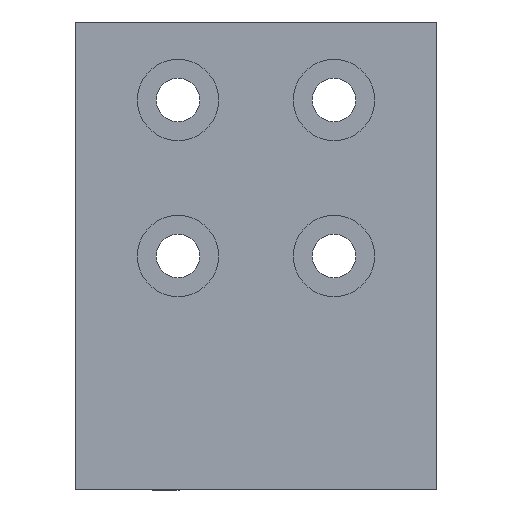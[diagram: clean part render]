
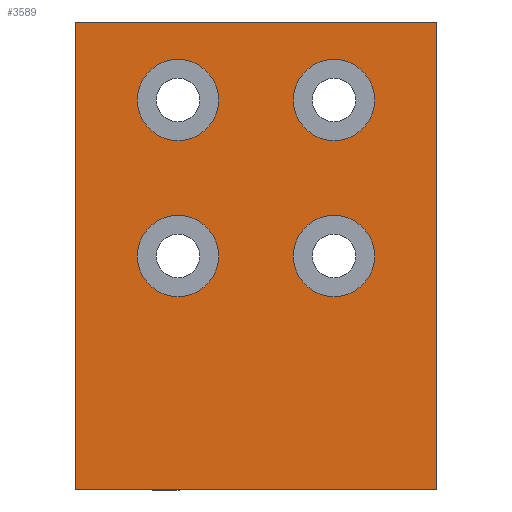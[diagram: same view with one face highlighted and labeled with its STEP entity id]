
A CAD part, front view. The second image highlights one B-rep face of the part: STEP entity #3589.
In plain terms, the highlighted planar face has unit normal (0, -1, 0).
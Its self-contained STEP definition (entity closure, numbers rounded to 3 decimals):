
#2897=VERTEX_POINT('',#8119);
#2911=VERTEX_POINT('',#8133);
#3111=VERTEX_POINT('',#8355);
#3431=EDGE_CURVE('',#2911,#4733,#8708,.T.);
#3477=EDGE_CURVE('',#6599,#3703,#8759,.T.);
#3589=ADVANCED_FACE('',(#8890,#8891,#8892,#8893,#8894),#8895,.T.);
#3703=VERTEX_POINT('',#9024);
#3853=VERTEX_POINT('',#9192);
#3971=VERTEX_POINT('',#9326);
#4733=VERTEX_POINT('',#10183);
#5151=EDGE_CURVE('',#2897,#3853,#10652,.T.);
#5281=VERTEX_POINT('',#10795);
#5503=EDGE_CURVE('',#6687,#3111,#11044,.T.);
#5869=EDGE_CURVE('',#3703,#6599,#11449,.T.);
#5911=VERTEX_POINT('',#11493);
#6137=EDGE_CURVE('',#2897,#5911,#11741,.T.);
#6167=EDGE_CURVE('',#3853,#5281,#11780,.T.);
#6389=EDGE_CURVE('',#3971,#7669,#12028,.T.);
#6599=VERTEX_POINT('',#12270);
#6687=VERTEX_POINT('',#12369);
#6767=EDGE_CURVE('',#5281,#5911,#12460,.T.);
#7067=EDGE_CURVE('',#3111,#6687,#12792,.T.);
#7239=EDGE_CURVE('',#7669,#3971,#12985,.T.);
#7311=EDGE_CURVE('',#4733,#2911,#13066,.T.);
#7669=VERTEX_POINT('',#13463);
#8119=CARTESIAN_POINT('',(83.0,-55.0,0.0));
#8133=CARTESIAN_POINT('',(13.0,-55.0,75.0));
#8355=CARTESIAN_POINT('',(63.0,-55.0,125.0));
#8708=CIRCLE('',#14787,13.0);
#8759=CIRCLE('',#14852,13.0);
#8890=FACE_BOUND('',#15013,.T.);
#8891=FACE_BOUND('',#15014,.T.);
#8892=FACE_BOUND('',#15015,.T.);
#8893=FACE_BOUND('',#15016,.T.);
#8894=FACE_OUTER_BOUND('',#15017,.T.);
#8895=PLANE('',#15018);
#9024=CARTESIAN_POINT('',(63.0,-55.0,75.0));
#9192=CARTESIAN_POINT('',(83.0,-55.0,150.0));
#9326=CARTESIAN_POINT('',(13.0,-55.0,125.0));
#10183=CARTESIAN_POINT('',(-13.0,-55.0,75.0));
#10652=LINE('',#17263,#17264);
#10795=CARTESIAN_POINT('',(-33.0,-55.0,150.0));
#11044=CIRCLE('',#17775,13.0);
#11449=CIRCLE('',#18298,13.0);
#11493=CARTESIAN_POINT('',(-33.0,-55.0,0.0));
#11741=LINE('',#18680,#18681);
#11780=LINE('',#18725,#18726);
#12028=CIRCLE('',#19048,13.0);
#12270=CARTESIAN_POINT('',(37.0,-55.0,75.0));
#12369=CARTESIAN_POINT('',(37.0,-55.0,125.0));
#12460=LINE('',#19608,#19609);
#12792=CIRCLE('',#20037,13.0);
#12985=CIRCLE('',#20289,13.0);
#13066=CIRCLE('',#20392,13.0);
#13463=CARTESIAN_POINT('',(-13.0,-55.0,125.0));
#14787=AXIS2_PLACEMENT_3D('',#22290,#22291,#22292);
#14852=AXIS2_PLACEMENT_3D('',#22357,#22358,#22359);
#15013=EDGE_LOOP('',(#22573,#22574));
#15014=EDGE_LOOP('',(#22575,#22576));
#15015=EDGE_LOOP('',(#22577,#22578));
#15016=EDGE_LOOP('',(#22579,#22580));
#15017=EDGE_LOOP('',(#22581,#22582,#22583,#22584));
#15018=AXIS2_PLACEMENT_3D('',#22585,#22586,#22587);
#17263=CARTESIAN_POINT('',(83.0,-55.0,0.0));
#17264=VECTOR('',#25083,1.0);
#17775=AXIS2_PLACEMENT_3D('',#25603,#25604,#25605);
#18298=AXIS2_PLACEMENT_3D('',#26136,#26137,#26138);
#18680=CARTESIAN_POINT('',(83.0,-55.0,0.0));
#18681=VECTOR('',#26506,1.0);
#18725=CARTESIAN_POINT('',(83.0,-55.0,150.0));
#18726=VECTOR('',#26588,1.0);
#19048=AXIS2_PLACEMENT_3D('',#26921,#26922,#26923);
#19608=CARTESIAN_POINT('',(-33.0,-55.0,0.0));
#19609=VECTOR('',#27585,1.0);
#20037=AXIS2_PLACEMENT_3D('',#28020,#28021,#28022);
#20289=AXIS2_PLACEMENT_3D('',#28302,#28303,#28304);
#20392=AXIS2_PLACEMENT_3D('',#28417,#28418,#28419);
#22290=CARTESIAN_POINT('',(0.0,-55.0,75.0));
#22291=DIRECTION('',(-0.0,1.0,0.0));
#22292=DIRECTION('',(1.0,0.0,0.0));
#22357=CARTESIAN_POINT('',(50.0,-55.0,75.0));
#22358=DIRECTION('',(-0.0,1.0,0.0));
#22359=DIRECTION('',(1.0,0.0,0.0));
#22573=ORIENTED_EDGE('',*,*,#7239,.T.);
#22574=ORIENTED_EDGE('',*,*,#6389,.T.);
#22575=ORIENTED_EDGE('',*,*,#7311,.T.);
#22576=ORIENTED_EDGE('',*,*,#3431,.T.);
#22577=ORIENTED_EDGE('',*,*,#3477,.T.);
#22578=ORIENTED_EDGE('',*,*,#5869,.T.);
#22579=ORIENTED_EDGE('',*,*,#5503,.T.);
#22580=ORIENTED_EDGE('',*,*,#7067,.T.);
#22581=ORIENTED_EDGE('',*,*,#6767,.T.);
#22582=ORIENTED_EDGE('',*,*,#6137,.F.);
#22583=ORIENTED_EDGE('',*,*,#5151,.T.);
#22584=ORIENTED_EDGE('',*,*,#6167,.T.);
#22585=CARTESIAN_POINT('',(83.0,-55.0,150.0));
#22586=DIRECTION('',(0.0,-1.0,0.0));
#22587=DIRECTION('',(1.0,0.0,0.0));
#25083=DIRECTION('',(0.0,0.0,1.0));
#25603=CARTESIAN_POINT('',(50.0,-55.0,125.0));
#25604=DIRECTION('',(-0.0,1.0,0.0));
#25605=DIRECTION('',(1.0,0.0,0.0));
#26136=CARTESIAN_POINT('',(50.0,-55.0,75.0));
#26137=DIRECTION('',(-0.0,1.0,0.0));
#26138=DIRECTION('',(1.0,0.0,0.0));
#26506=DIRECTION('',(-1.0,0.0,0.0));
#26588=DIRECTION('',(-1.0,0.0,0.0));
#26921=CARTESIAN_POINT('',(0.,-55.0,125.0));
#26922=DIRECTION('',(-0.0,1.0,0.0));
#26923=DIRECTION('',(1.0,0.0,0.0));
#27585=DIRECTION('',(0.0,0.0,-1.0));
#28020=CARTESIAN_POINT('',(50.0,-55.0,125.0));
#28021=DIRECTION('',(-0.0,1.0,0.0));
#28022=DIRECTION('',(1.0,0.0,0.0));
#28302=CARTESIAN_POINT('',(0.,-55.0,125.0));
#28303=DIRECTION('',(-0.0,1.0,0.0));
#28304=DIRECTION('',(1.0,0.0,0.0));
#28417=CARTESIAN_POINT('',(0.0,-55.0,75.0));
#28418=DIRECTION('',(-0.0,1.0,0.0));
#28419=DIRECTION('',(1.0,0.0,0.0));
